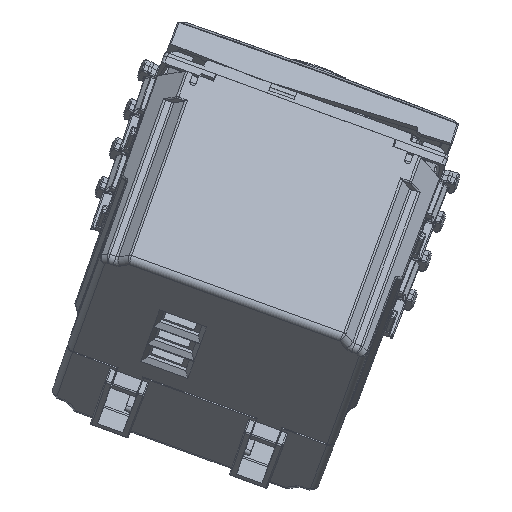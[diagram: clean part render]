
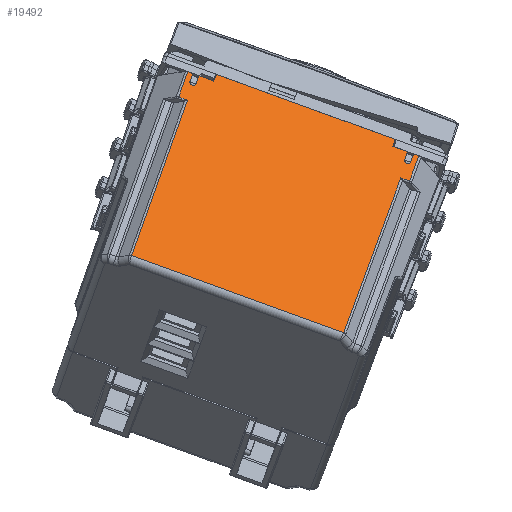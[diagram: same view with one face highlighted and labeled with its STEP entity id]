
A CAD part, left-side view. The second image highlights one B-rep face of the part: STEP entity #19492.
In plain terms, the highlighted face is planar.
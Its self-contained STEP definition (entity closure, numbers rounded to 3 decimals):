
#16758=CARTESIAN_POINT('Line Origine',(-22.425,17.896,0.)) ;
#16762=CARTESIAN_POINT('Vertex',(-22.425,17.5,0.)) ;
#16764=CARTESIAN_POINT('Vertex',(-22.425,18.293,0.)) ;
#16981=CARTESIAN_POINT('Line Origine',(-22.278,18.232,-16.863)) ;
#16985=CARTESIAN_POINT('Vertex',(-22.383,18.276,-4.802)) ;
#17328=CARTESIAN_POINT('Vertex',(-22.425,-17.5,0.)) ;
#17331=CARTESIAN_POINT('Line Origine',(-22.425,-17.896,0.)) ;
#17335=CARTESIAN_POINT('Vertex',(-22.425,-18.293,0.)) ;
#17364=CARTESIAN_POINT('Vertex',(-22.412,-17.473,-1.527)) ;
#17367=CARTESIAN_POINT('Line Origine',(-22.418,-17.487,-0.763)) ;
#17383=CARTESIAN_POINT('Vertex',(-22.412,-16.527,-1.527)) ;
#17387=CARTESIAN_POINT('Control Point',(-22.412,-17.473,-1.527)) ;
#17388=CARTESIAN_POINT('Control Point',(-22.409,-17.473,-1.824)) ;
#17389=CARTESIAN_POINT('Control Point',(-22.406,-17.242,-2.134)) ;
#17390=CARTESIAN_POINT('Control Point',(-22.406,-16.758,-2.134)) ;
#17391=CARTESIAN_POINT('Control Point',(-22.409,-16.527,-1.824)) ;
#17392=CARTESIAN_POINT('Control Point',(-22.412,-16.527,-1.527)) ;
#17405=CARTESIAN_POINT('Vertex',(-22.425,-16.5,0.)) ;
#17408=CARTESIAN_POINT('Line Origine',(-22.418,-16.513,-0.763)) ;
#17424=CARTESIAN_POINT('Vertex',(-22.425,-14.175,0.)) ;
#17427=CARTESIAN_POINT('Line Origine',(-22.425,-15.338,0.)) ;
#17461=CARTESIAN_POINT('Vertex',(-22.436,-14.153,1.275)) ;
#17465=CARTESIAN_POINT('Control Point',(-22.425,-14.175,0.)) ;
#17466=CARTESIAN_POINT('Control Point',(-22.436,-14.153,1.275)) ;
#17557=CARTESIAN_POINT('Vertex',(-22.425,14.175,0.)) ;
#17561=CARTESIAN_POINT('Control Point',(-22.425,14.175,0.)) ;
#17562=CARTESIAN_POINT('Control Point',(-22.436,14.153,1.275)) ;
#17563=CARTESIAN_POINT('Vertex',(-22.436,14.153,1.275)) ;
#17586=CARTESIAN_POINT('Line Origine',(-22.425,15.337,0.)) ;
#17590=CARTESIAN_POINT('Vertex',(-22.425,16.5,0.)) ;
#17609=CARTESIAN_POINT('Vertex',(-22.412,16.527,-1.527)) ;
#17612=CARTESIAN_POINT('Line Origine',(-22.418,16.513,-0.763)) ;
#17628=CARTESIAN_POINT('Vertex',(-22.412,17.473,-1.527)) ;
#17632=CARTESIAN_POINT('Control Point',(-22.412,16.527,-1.527)) ;
#17633=CARTESIAN_POINT('Control Point',(-22.409,16.527,-1.824)) ;
#17634=CARTESIAN_POINT('Control Point',(-22.406,16.758,-2.134)) ;
#17635=CARTESIAN_POINT('Control Point',(-22.406,17.242,-2.134)) ;
#17636=CARTESIAN_POINT('Control Point',(-22.409,17.473,-1.824)) ;
#17637=CARTESIAN_POINT('Control Point',(-22.412,17.473,-1.527)) ;
#17646=CARTESIAN_POINT('Line Origine',(-22.418,17.487,-0.763)) ;
#19423=CARTESIAN_POINT('Axis2P3D Location',(-22.425,0.,0.)) ;
#19428=CARTESIAN_POINT('Line Origine',(-22.128,0.,-34.009)) ;
#19432=CARTESIAN_POINT('Vertex',(-22.128,-16.791,-34.009)) ;
#19434=CARTESIAN_POINT('Vertex',(-22.128,16.791,-34.009)) ;
#19438=CARTESIAN_POINT('Control Point',(-22.383,-16.897,-4.802)) ;
#19439=CARTESIAN_POINT('Control Point',(-22.128,-16.791,-34.009)) ;
#19440=CARTESIAN_POINT('Vertex',(-22.383,-16.897,-4.802)) ;
#19443=CARTESIAN_POINT('Line Origine',(-22.383,0.,-4.802)) ;
#19447=CARTESIAN_POINT('Vertex',(-22.383,-18.276,-4.802)) ;
#19451=CARTESIAN_POINT('Control Point',(-22.383,-18.276,-4.802)) ;
#19452=CARTESIAN_POINT('Control Point',(-22.425,-18.293,0.)) ;
#19454=CARTESIAN_POINT('Line Origine',(-22.436,0.,1.275)) ;
#19459=CARTESIAN_POINT('Line Origine',(-22.383,0.,-4.802)) ;
#19463=CARTESIAN_POINT('Vertex',(-22.383,16.897,-4.802)) ;
#19467=CARTESIAN_POINT('Control Point',(-22.383,16.897,-4.802)) ;
#19468=CARTESIAN_POINT('Control Point',(-22.128,16.791,-34.009)) ;
#16759=DIRECTION('Vector Direction',(0.,-1.,0.)) ;
#16982=DIRECTION('Vector Direction',(-0.009,0.004,1.)) ;
#17332=DIRECTION('Vector Direction',(0.,1.,0.)) ;
#17368=DIRECTION('Vector Direction',(0.009,0.017,-1.)) ;
#17409=DIRECTION('Vector Direction',(0.009,-0.017,-1.)) ;
#17428=DIRECTION('Vector Direction',(0.,1.,0.)) ;
#17587=DIRECTION('Vector Direction',(0.,-1.,0.)) ;
#17613=DIRECTION('Vector Direction',(0.009,0.017,-1.)) ;
#17647=DIRECTION('Vector Direction',(0.009,-0.017,-1.)) ;
#19424=DIRECTION('Axis2P3D Direction',(1.,0.,0.009)) ;
#19425=DIRECTION('Axis2P3D XDirection',(0.,1.,0.)) ;
#19429=DIRECTION('Vector Direction',(0.,1.,0.)) ;
#19444=DIRECTION('Vector Direction',(0.,1.,0.)) ;
#19455=DIRECTION('Vector Direction',(0.,1.,0.)) ;
#19460=DIRECTION('Vector Direction',(0.,1.,0.)) ;
#19426=AXIS2_PLACEMENT_3D('Plane Axis2P3D',#19423,#19424,#19425) ;
#19471=ORIENTED_EDGE('',*,*,#19436,.F.) ;
#19472=ORIENTED_EDGE('',*,*,#19442,.T.) ;
#19473=ORIENTED_EDGE('',*,*,#19449,.F.) ;
#19474=ORIENTED_EDGE('',*,*,#19453,.F.) ;
#19475=ORIENTED_EDGE('',*,*,#17337,.T.) ;
#19476=ORIENTED_EDGE('',*,*,#17371,.T.) ;
#19477=ORIENTED_EDGE('',*,*,#17393,.T.) ;
#19478=ORIENTED_EDGE('',*,*,#17412,.F.) ;
#19479=ORIENTED_EDGE('',*,*,#17431,.T.) ;
#19480=ORIENTED_EDGE('',*,*,#17467,.F.) ;
#19481=ORIENTED_EDGE('',*,*,#19458,.F.) ;
#19482=ORIENTED_EDGE('',*,*,#17565,.F.) ;
#19483=ORIENTED_EDGE('',*,*,#17592,.T.) ;
#19484=ORIENTED_EDGE('',*,*,#17616,.T.) ;
#19485=ORIENTED_EDGE('',*,*,#17638,.T.) ;
#19486=ORIENTED_EDGE('',*,*,#17650,.F.) ;
#19487=ORIENTED_EDGE('',*,*,#16766,.T.) ;
#19488=ORIENTED_EDGE('',*,*,#16987,.F.) ;
#19489=ORIENTED_EDGE('',*,*,#19465,.F.) ;
#19490=ORIENTED_EDGE('',*,*,#19469,.T.) ;
#16760=VECTOR('Line Direction',#16759,1.) ;
#16983=VECTOR('Line Direction',#16982,1.) ;
#17333=VECTOR('Line Direction',#17332,1.) ;
#17369=VECTOR('Line Direction',#17368,1.) ;
#17410=VECTOR('Line Direction',#17409,1.) ;
#17429=VECTOR('Line Direction',#17428,1.) ;
#17588=VECTOR('Line Direction',#17587,1.) ;
#17614=VECTOR('Line Direction',#17613,1.) ;
#17648=VECTOR('Line Direction',#17647,1.) ;
#19430=VECTOR('Line Direction',#19429,1.) ;
#19445=VECTOR('Line Direction',#19444,1.) ;
#19456=VECTOR('Line Direction',#19455,1.) ;
#19461=VECTOR('Line Direction',#19460,1.) ;
#19492=ADVANCED_FACE('zocchetto',(#19491),#19427,.F.) ;
#17386=B_SPLINE_CURVE_WITH_KNOTS('',5,(#17387,#17388,#17389,#17390,#17391,#17392),.UNSPECIFIED.,.F.,.U.,(6,6),(0.,2.103),.UNSPECIFIED.) ;
#17464=B_SPLINE_CURVE_WITH_KNOTS('',1,(#17465,#17466),.UNSPECIFIED.,.F.,.U.,(2,2),(-2.117,-0.841),.UNSPECIFIED.) ;
#17560=B_SPLINE_CURVE_WITH_KNOTS('',1,(#17561,#17562),.UNSPECIFIED.,.F.,.U.,(2,2),(-0.638,0.638),.UNSPECIFIED.) ;
#17631=B_SPLINE_CURVE_WITH_KNOTS('',5,(#17632,#17633,#17634,#17635,#17636,#17637),.UNSPECIFIED.,.F.,.U.,(6,6),(0.,2.103),.UNSPECIFIED.) ;
#19437=B_SPLINE_CURVE_WITH_KNOTS('',1,(#19438,#19439),.UNSPECIFIED.,.F.,.U.,(2,2),(-12.061,17.147),.UNSPECIFIED.) ;
#19450=B_SPLINE_CURVE_WITH_KNOTS('',1,(#19451,#19452),.UNSPECIFIED.,.F.,.U.,(2,2),(12.061,16.863),.UNSPECIFIED.) ;
#19466=B_SPLINE_CURVE_WITH_KNOTS('',1,(#19467,#19468),.UNSPECIFIED.,.F.,.U.,(2,2),(-12.061,17.147),.UNSPECIFIED.) ;
#16766=EDGE_CURVE('',#16763,#16765,#16761,.F.) ;
#16987=EDGE_CURVE('',#16986,#16765,#16984,.T.) ;
#17337=EDGE_CURVE('',#17336,#17329,#17334,.T.) ;
#17371=EDGE_CURVE('',#17329,#17365,#17370,.T.) ;
#17393=EDGE_CURVE('',#17365,#17384,#17386,.T.) ;
#17412=EDGE_CURVE('',#17406,#17384,#17411,.T.) ;
#17431=EDGE_CURVE('',#17406,#17425,#17430,.T.) ;
#17467=EDGE_CURVE('',#17462,#17425,#17464,.F.) ;
#17565=EDGE_CURVE('',#17558,#17564,#17560,.T.) ;
#17592=EDGE_CURVE('',#17558,#17591,#17589,.F.) ;
#17616=EDGE_CURVE('',#17591,#17610,#17615,.T.) ;
#17638=EDGE_CURVE('',#17610,#17629,#17631,.T.) ;
#17650=EDGE_CURVE('',#16763,#17629,#17649,.T.) ;
#19436=EDGE_CURVE('',#19433,#19435,#19431,.T.) ;
#19442=EDGE_CURVE('',#19433,#19441,#19437,.F.) ;
#19449=EDGE_CURVE('',#19448,#19441,#19446,.T.) ;
#19453=EDGE_CURVE('',#17336,#19448,#19450,.F.) ;
#19458=EDGE_CURVE('',#17564,#17462,#19457,.F.) ;
#19465=EDGE_CURVE('',#19464,#16986,#19462,.T.) ;
#19469=EDGE_CURVE('',#19464,#19435,#19466,.T.) ;
#19470=EDGE_LOOP('',(#19471,#19472,#19473,#19474,#19475,#19476,#19477,#19478,#19479,#19480,#19481,#19482,#19483,#19484,#19485,#19486,#19487,#19488,#19489,#19490)) ;
#19491=FACE_OUTER_BOUND('',#19470,.T.) ;
#16761=LINE('Line',#16758,#16760) ;
#16984=LINE('Line',#16981,#16983) ;
#17334=LINE('Line',#17331,#17333) ;
#17370=LINE('Line',#17367,#17369) ;
#17411=LINE('Line',#17408,#17410) ;
#17430=LINE('Line',#17427,#17429) ;
#17589=LINE('Line',#17586,#17588) ;
#17615=LINE('Line',#17612,#17614) ;
#17649=LINE('Line',#17646,#17648) ;
#19431=LINE('Line',#19428,#19430) ;
#19446=LINE('Line',#19443,#19445) ;
#19457=LINE('Line',#19454,#19456) ;
#19462=LINE('Line',#19459,#19461) ;
#19427=PLANE('',#19426) ;
#16763=VERTEX_POINT('',#16762) ;
#16765=VERTEX_POINT('',#16764) ;
#16986=VERTEX_POINT('',#16985) ;
#17329=VERTEX_POINT('',#17328) ;
#17336=VERTEX_POINT('',#17335) ;
#17365=VERTEX_POINT('',#17364) ;
#17384=VERTEX_POINT('',#17383) ;
#17406=VERTEX_POINT('',#17405) ;
#17425=VERTEX_POINT('',#17424) ;
#17462=VERTEX_POINT('',#17461) ;
#17558=VERTEX_POINT('',#17557) ;
#17564=VERTEX_POINT('',#17563) ;
#17591=VERTEX_POINT('',#17590) ;
#17610=VERTEX_POINT('',#17609) ;
#17629=VERTEX_POINT('',#17628) ;
#19433=VERTEX_POINT('',#19432) ;
#19435=VERTEX_POINT('',#19434) ;
#19441=VERTEX_POINT('',#19440) ;
#19448=VERTEX_POINT('',#19447) ;
#19464=VERTEX_POINT('',#19463) ;
